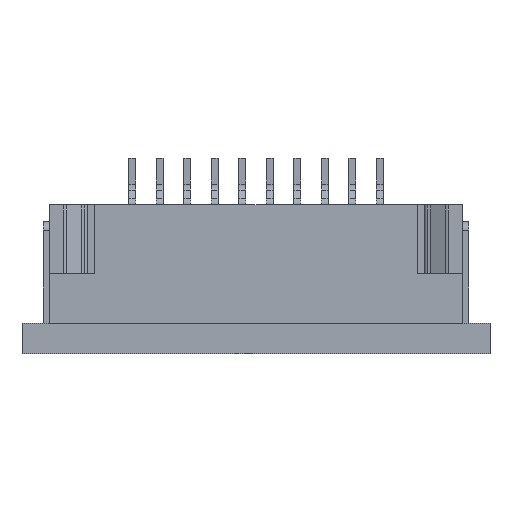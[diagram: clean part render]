
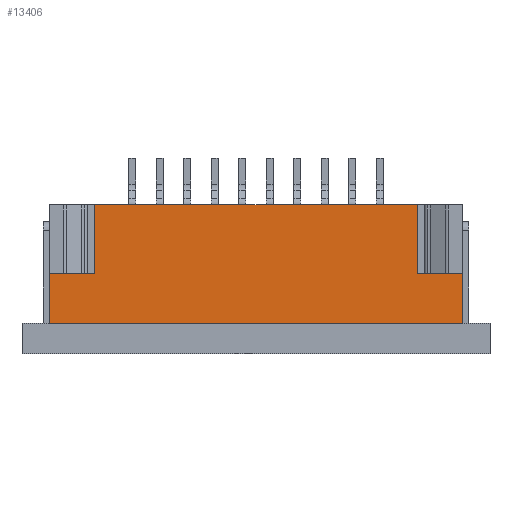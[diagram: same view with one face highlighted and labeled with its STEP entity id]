
A CAD part, top view. The second image highlights one B-rep face of the part: STEP entity #13406.
In plain terms, the highlighted planar face has unit normal (0, 0, 1).
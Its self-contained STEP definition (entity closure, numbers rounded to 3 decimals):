
#13099=CARTESIAN_POINT('',(7.5,-5.45,3.0));
#13100=VERTEX_POINT('',#13099);
#13107=CARTESIAN_POINT('',(-7.5,-5.45,3.0));
#13108=VERTEX_POINT('',#13107);
#13109=CARTESIAN_POINT('',(7.5,-5.45,3.0));
#13110=DIRECTION('',(-1.0,0.0,0.0));
#13111=VECTOR('',#13110,15.0);
#13112=LINE('',#13109,#13111);
#13113=EDGE_CURVE('',#13100,#13108,#13112,.T.);
#13327=CARTESIAN_POINT('',(7.5,-3.65,3.0));
#13328=VERTEX_POINT('',#13327);
#13335=CARTESIAN_POINT('',(7.5,-5.45,3.0));
#13336=DIRECTION('',(0.0,1.0,0.0));
#13337=VECTOR('',#13336,1.8);
#13338=LINE('',#13335,#13337);
#13339=EDGE_CURVE('',#13100,#13328,#13338,.T.);
#13351=CARTESIAN_POINT('',(8.25,-5.665,3.0));
#13352=DIRECTION('',(0.0,0.0,-1.0));
#13353=DIRECTION('',(-1.0,0.0,0.0));
#13354=AXIS2_PLACEMENT_3D('',#13351,#13352,#13353);
#13355=PLANE('',#13354);
#13356=CARTESIAN_POINT('',(5.85,-3.65,3.0));
#13357=VERTEX_POINT('',#13356);
#13358=CARTESIAN_POINT('',(7.5,-3.65,3.0));
#13359=DIRECTION('',(-1.0,0.0,0.0));
#13360=VECTOR('',#13359,1.65);
#13361=LINE('',#13358,#13360);
#13362=EDGE_CURVE('',#13328,#13357,#13361,.T.);
#13363=ORIENTED_EDGE('',*,*,#13362,.T.);
#13364=CARTESIAN_POINT('',(5.85,-1.15,3.0));
#13365=VERTEX_POINT('',#13364);
#13366=CARTESIAN_POINT('',(5.85,-1.15,3.0));
#13367=DIRECTION('',(0.0,-1.0,0.0));
#13368=VECTOR('',#13367,2.5);
#13369=LINE('',#13366,#13368);
#13370=EDGE_CURVE('',#13365,#13357,#13369,.T.);
#13371=ORIENTED_EDGE('',*,*,#13370,.F.);
#13372=CARTESIAN_POINT('',(-5.85,-1.15,3.0));
#13373=VERTEX_POINT('',#13372);
#13374=CARTESIAN_POINT('',(5.85,-1.15,3.0));
#13375=DIRECTION('',(-1.0,0.0,0.0));
#13376=VECTOR('',#13375,11.7);
#13377=LINE('',#13374,#13376);
#13378=EDGE_CURVE('',#13365,#13373,#13377,.T.);
#13379=ORIENTED_EDGE('',*,*,#13378,.T.);
#13380=CARTESIAN_POINT('',(-5.85,-3.65,3.0));
#13381=VERTEX_POINT('',#13380);
#13382=CARTESIAN_POINT('',(-5.85,-3.65,3.0));
#13383=DIRECTION('',(0.0,1.0,0.0));
#13384=VECTOR('',#13383,2.5);
#13385=LINE('',#13382,#13384);
#13386=EDGE_CURVE('',#13381,#13373,#13385,.T.);
#13387=ORIENTED_EDGE('',*,*,#13386,.F.);
#13388=CARTESIAN_POINT('',(-7.5,-3.65,3.0));
#13389=VERTEX_POINT('',#13388);
#13390=CARTESIAN_POINT('',(-7.5,-3.65,3.0));
#13391=DIRECTION('',(1.0,0.0,0.0));
#13392=VECTOR('',#13391,1.65);
#13393=LINE('',#13390,#13392);
#13394=EDGE_CURVE('',#13389,#13381,#13393,.T.);
#13395=ORIENTED_EDGE('',*,*,#13394,.F.);
#13396=CARTESIAN_POINT('',(-7.5,-5.45,3.0));
#13397=DIRECTION('',(0.0,1.0,0.0));
#13398=VECTOR('',#13397,1.8);
#13399=LINE('',#13396,#13398);
#13400=EDGE_CURVE('',#13108,#13389,#13399,.T.);
#13401=ORIENTED_EDGE('',*,*,#13400,.F.);
#13402=ORIENTED_EDGE('',*,*,#13113,.F.);
#13403=ORIENTED_EDGE('',*,*,#13339,.T.);
#13404=EDGE_LOOP('',(#13363,#13371,#13379,#13387,#13395,#13401,#13402,#13403));
#13405=FACE_OUTER_BOUND('',#13404,.T.);
#13406=ADVANCED_FACE('',(#13405),#13355,.F.);
